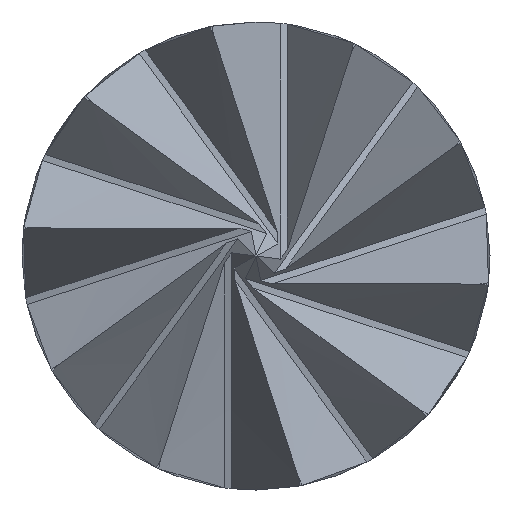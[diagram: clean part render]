
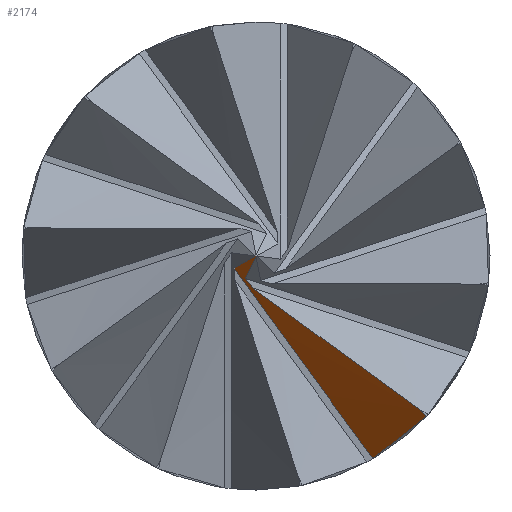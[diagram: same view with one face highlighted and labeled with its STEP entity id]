
A CAD part, left-side view. The second image highlights one B-rep face of the part: STEP entity #2174.
In plain terms, the highlighted conical face has half-angle 56.683 degrees and reference radius 8.217 mm.
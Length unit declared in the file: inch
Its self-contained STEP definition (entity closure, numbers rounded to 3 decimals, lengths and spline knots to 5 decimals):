
#5 = EDGE_CURVE ( 'NONE', #2116, #2788, #1590, .T. ) ;
#131 = CARTESIAN_POINT ( 'NONE',  ( 0., -0.01246, -0.01168 ) ) ;
#164 = EDGE_CURVE ( 'NONE', #2159, #2551, #2641, .T. ) ;
#187 = ORIENTED_EDGE ( 'NONE', *, *, #760, .F. ) ;
#270 = EDGE_CURVE ( 'NONE', #1977, #2788, #1538, .T. ) ;
#339 = CARTESIAN_POINT ( 'NONE',  ( 0.00131, 0.00026, -0.00056 ) ) ;
#439 = CARTESIAN_POINT ( 'NONE',  ( 0.00345, 0.00025, -0.00239 ) ) ;
#502 = CARTESIAN_POINT ( 'NONE',  ( 0., -0.01261, -0.01183 ) ) ;
#529 = CARTESIAN_POINT ( 'NONE',  ( 0.00227, 0.00053, -0.00112 ) ) ;
#625 = CONICAL_SURFACE ( 'NONE', #1667, 0.32351, 0.989 ) ;
#727 = CARTESIAN_POINT ( 'NONE',  ( 0.00811, -0.00873, -0.01517 ) ) ;
#760 = EDGE_CURVE ( 'NONE', #1000, #2116, #2550, .T. ) ;
#816 = ORIENTED_EDGE ( 'NONE', *, *, #2544, .F. ) ;
#819 = CARTESIAN_POINT ( 'NONE',  ( 0., -0.0123, -0.01153 ) ) ;
#855 = EDGE_CURVE ( 'NONE', #1315, #2159, #1096, .T. ) ;
#939 = ORIENTED_EDGE ( 'NONE', *, *, #5, .F. ) ;
#1000 = VERTEX_POINT ( 'NONE', #439 ) ;
#1049 = CARTESIAN_POINT ( 'NONE',  ( 0., -0.01276, -0.01198 ) ) ;
#1096 = B_SPLINE_CURVE_WITH_KNOTS ( 'NONE', 3,
 ( #2284, #2280, #2304, #2315 ),
 .UNSPECIFIED., .F., .F.,
 ( 4, 4 ),
 ( 0.00001, 0.0001 ),
 .UNSPECIFIED. ) ;
#1110 = CARTESIAN_POINT ( 'NONE',  ( 0.00035, 0., 0. ) ) ;
#1120 = CARTESIAN_POINT ( 'NONE',  ( 0.00542, -0.01025, -0.01429 ) ) ;
#1159 = CARTESIAN_POINT ( 'NONE',  ( 0., -0.01276, -0.01198 ) ) ;
#1289 = CARTESIAN_POINT ( 'NONE',  ( -0.35082, -0.08627, -0.0699 ) ) ;
#1309 = AXIS2_PLACEMENT_3D ( 'NONE', #2248, #2548, #2653 ) ;
#1315 = VERTEX_POINT ( 'NONE', #2784 ) ;
#1380 = ORIENTED_EDGE ( 'NONE', *, *, #855, .F. ) ;
#1415 = EDGE_CURVE ( 'NONE', #1315, #1977, #2424, .T. ) ;
#1497 = CARTESIAN_POINT ( 'NONE',  ( 0.00811, -0.00873, -0.01517 ) ) ;
#1525 = DIRECTION ( 'NONE',  ( 0., 0.809, -0.588 ) ) ;
#1538 = B_SPLINE_CURVE_WITH_KNOTS ( 'NONE', 3,
 ( #727, #1120, #2481, #1049 ),
 .UNSPECIFIED., .F., .F.,
 ( 4, 4 ),
 ( 0.00038, 0.00062 ),
 .UNSPECIFIED. ) ;
#1590 = B_SPLINE_CURVE_WITH_KNOTS ( 'NONE', 3,
 ( #819, #131, #502, #1159 ),
 .UNSPECIFIED., .F., .F.,
 ( 4, 4 ),
 ( 0.00111, 0.00113 ),
 .UNSPECIFIED. ) ;
#1641 = ORIENTED_EDGE ( 'NONE', *, *, #270, .T. ) ;
#1657 = CARTESIAN_POINT ( 'NONE',  ( 0.00035, 0., 0. ) ) ;
#1667 = AXIS2_PLACEMENT_3D ( 'NONE', #1289, #1525, #2403 ) ;
#1714 = CARTESIAN_POINT ( 'NONE',  ( 0., -0.0123, -0.01153 ) ) ;
#1723 = CARTESIAN_POINT ( 'NONE',  ( 0., -0.01276, -0.01198 ) ) ;
#1765 = B_SPLINE_CURVE_WITH_KNOTS ( 'NONE', 3,
 ( #2750, #2699, #2625, #2612 ),
 .UNSPECIFIED., .F., .F.,
 ( 4, 4 ),
 ( 0.00284, 0.00286 ),
 .UNSPECIFIED. ) ;
#1792 = CARTESIAN_POINT ( 'NONE',  ( 0.00238, -0.00394, -0.00544 ) ) ;
#1810 = CARTESIAN_POINT ( 'NONE',  ( 0.00345, 0.00025, -0.00239 ) ) ;
#1829 = CARTESIAN_POINT ( 'NONE',  ( 0.00123, -0.00813, -0.00849 ) ) ;
#1843 = ORIENTED_EDGE ( 'NONE', *, *, #164, .F. ) ;
#1844 = CARTESIAN_POINT ( 'NONE',  ( 0., -0.0123, -0.01153 ) ) ;
#1977 = VERTEX_POINT ( 'NONE', #1497 ) ;
#2045 = FACE_OUTER_BOUND ( 'NONE', #2186, .T. ) ;
#2076 = ORIENTED_EDGE ( 'NONE', *, *, #1415, .T. ) ;
#2116 = VERTEX_POINT ( 'NONE', #1714 ) ;
#2159 = VERTEX_POINT ( 'NONE', #1657 ) ;
#2174 = ADVANCED_FACE ( 'NONE', ( #2045 ), #625, .F. ) ;
#2186 = EDGE_LOOP ( 'NONE', ( #1641, #939, #187, #816, #1843, #1380, #2076 ) ) ;
#2203 = CARTESIAN_POINT ( 'NONE',  ( 0.00322, 0.0008, -0.00169 ) ) ;
#2248 = CARTESIAN_POINT ( 'NONE',  ( -0.35082, -0.06155, -0.08786 ) ) ;
#2280 = CARTESIAN_POINT ( 'NONE',  ( 0.00227, 0.00109, -0.0006 ) ) ;
#2284 = CARTESIAN_POINT ( 'NONE',  ( 0.00322, 0.00163, -0.0009 ) ) ;
#2304 = CARTESIAN_POINT ( 'NONE',  ( 0.00131, 0.00054, -0.0003 ) ) ;
#2315 = CARTESIAN_POINT ( 'NONE',  ( 0.00035, 0., 0. ) ) ;
#2403 = DIRECTION ( 'NONE',  ( 0., 0.588, 0.809 ) ) ;
#2424 = CIRCLE ( 'NONE', #1309, 0.37 ) ;
#2481 = CARTESIAN_POINT ( 'NONE',  ( 0.00271, -0.01159, -0.01322 ) ) ;
#2544 = EDGE_CURVE ( 'NONE', #2551, #1000, #1765, .T. ) ;
#2548 = DIRECTION ( 'NONE',  ( 0., 0.809, -0.588 ) ) ;
#2550 = B_SPLINE_CURVE_WITH_KNOTS ( 'NONE', 3,
 ( #1810, #1792, #1829, #1844 ),
 .UNSPECIFIED., .F., .F.,
 ( 4, 4 ),
 ( 0.00352, 0.00392 ),
 .UNSPECIFIED. ) ;
#2551 = VERTEX_POINT ( 'NONE', #2655 ) ;
#2612 = CARTESIAN_POINT ( 'NONE',  ( 0.00345, 0.00025, -0.00239 ) ) ;
#2625 = CARTESIAN_POINT ( 'NONE',  ( 0.00337, 0.00043, -0.00216 ) ) ;
#2641 = B_SPLINE_CURVE_WITH_KNOTS ( 'NONE', 3,
 ( #1110, #339, #529, #2203 ),
 .UNSPECIFIED., .F., .F.,
 ( 4, 4 ),
 ( 0.00482, 0.00491 ),
 .UNSPECIFIED. ) ;
#2653 = DIRECTION ( 'NONE',  ( 0., 0.588, 0.809 ) ) ;
#2655 = CARTESIAN_POINT ( 'NONE',  ( 0.00322, 0.0008, -0.00169 ) ) ;
#2699 = CARTESIAN_POINT ( 'NONE',  ( 0.0033, 0.00061, -0.00192 ) ) ;
#2750 = CARTESIAN_POINT ( 'NONE',  ( 0.00322, 0.0008, -0.00169 ) ) ;
#2784 = CARTESIAN_POINT ( 'NONE',  ( 0.00322, 0.00163, -0.0009 ) ) ;
#2788 = VERTEX_POINT ( 'NONE', #1723 ) ;
